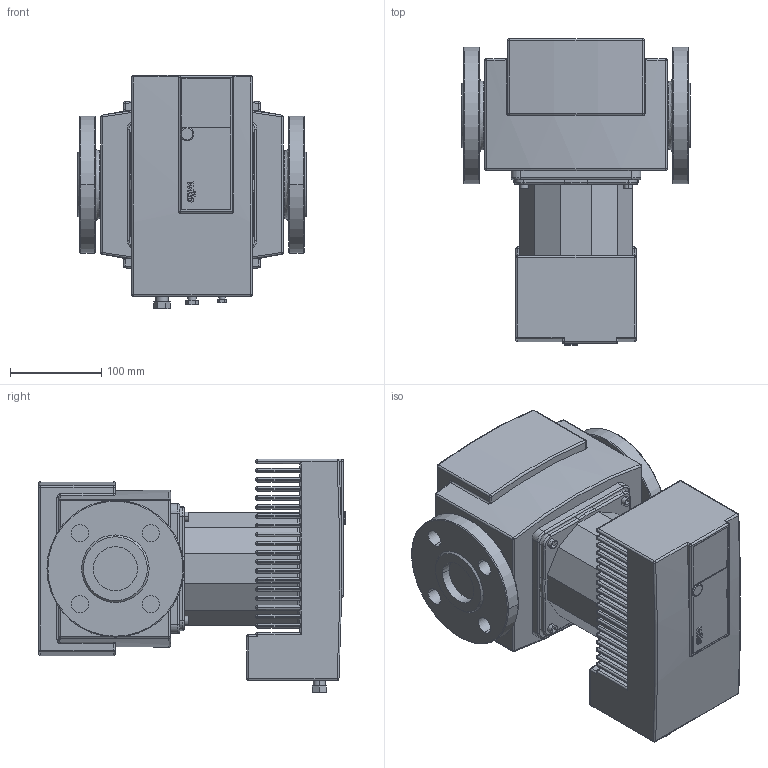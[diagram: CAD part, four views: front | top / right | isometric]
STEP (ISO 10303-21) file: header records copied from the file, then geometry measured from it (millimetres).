
FILE_DESCRIPTION((''),'2;1');
FILE_NAME('3d_Stratos-Z40_1-12-2066865.stp','2015-07-28T14:35:26',(''),(''),'Mechanical Desktop 2009','Mechanical Desktop 2009',', , ');
FILE_SCHEMA(('CONFIG_CONTROL_DESIGN'));
Length unit declared in the file: millimetre
Products named in the file (1): Product
Bounding box: 250 x 336 x 256 mm (x, y, z)
Volume: 10910982.2 mm3; surface area: 810069.3 mm2
Topology: 13 solids, 13 shells, 759 faces, 1843 edges, 1026 vertices
Faces by surface type: cylinder 323, plane 205, sphere 106, bspline 79, torus 42, cone 4
Entity records: 22790 total; most frequent: CARTESIAN_POINT 5568, DIRECTION 3677, ORIENTED_EDGE 3474, EDGE_CURVE 1737, AXIS2_PLACEMENT_3D 1339, VERTEX_POINT 1026, VECTOR 999, LINE 999
